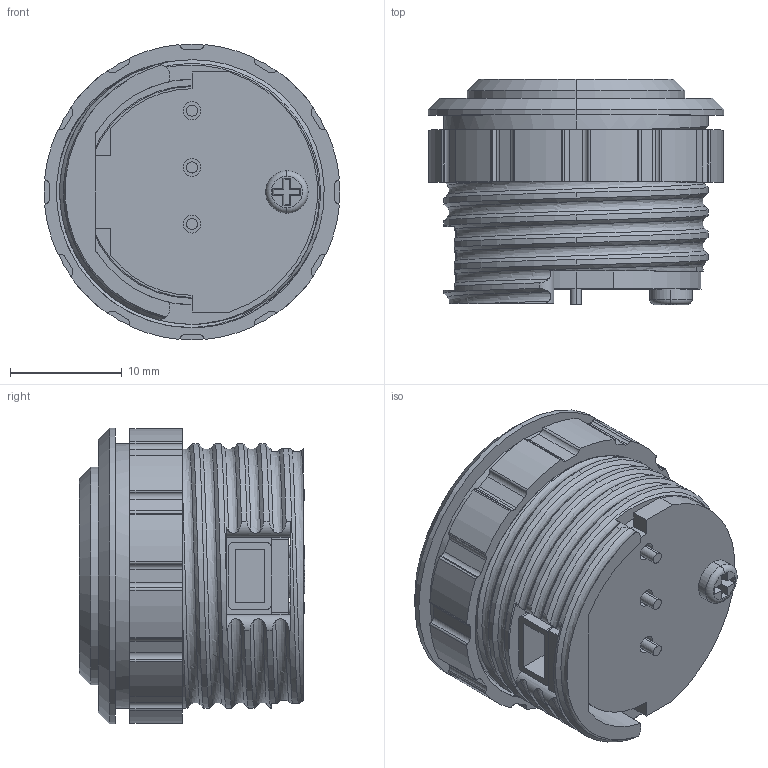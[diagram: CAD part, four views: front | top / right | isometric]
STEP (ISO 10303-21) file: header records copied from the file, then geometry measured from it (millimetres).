
FILE_DESCRIPTION (( 'STEP AP214' ), '1' );
FILE_NAME ('frog_button_v0.1.STEP', '2024-05-04T16:06:15', ( '' ), ( '' ), 'SwSTEP 2.0', 'SolidWorks 2023', '' );
FILE_SCHEMA (( 'AUTOMOTIVE_DESIGN' ));
Length unit declared in the file: millimetre
Products named in the file (1): frog_button_v0.1
Bounding box: 26.5 x 20.17 x 26.5 mm (x, y, z)
Volume: 5675.5 mm3; surface area: 7839.4 mm2
Topology: 8 solids, 8 shells, 430 faces, 1127 edges, 722 vertices
Faces by surface type: cylinder 198, plane 118, bspline 80, torus 18, cone 12, sphere 4
Entity records: 26304 total; most frequent: CARTESIAN_POINT 16395, ORIENTED_EDGE 2246, DIRECTION 1843, EDGE_CURVE 1123, VERTEX_POINT 722, AXIS2_PLACEMENT_3D 702, EDGE_LOOP 459, LINE 439
